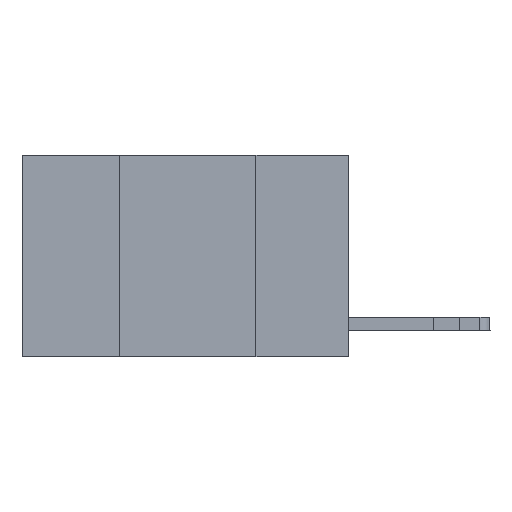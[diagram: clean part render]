
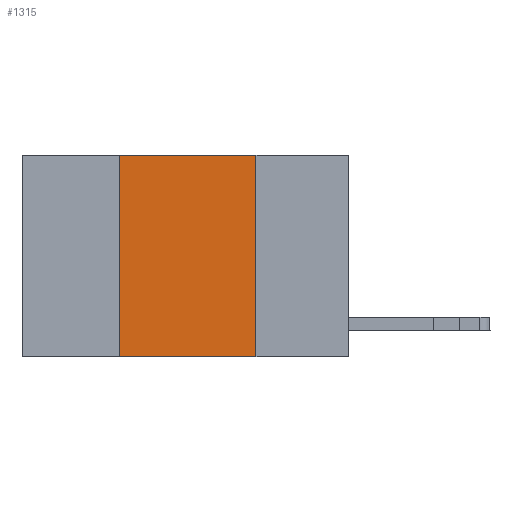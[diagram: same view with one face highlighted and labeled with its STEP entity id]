
A CAD part, left-side view. The second image highlights one B-rep face of the part: STEP entity #1315.
In plain terms, the highlighted planar face has unit normal (-1, 0, 0).
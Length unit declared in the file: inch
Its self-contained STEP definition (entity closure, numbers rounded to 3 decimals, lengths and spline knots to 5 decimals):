
#310 = EDGE_CURVE ( 'NONE', #13399, #3513, #4442, .T. ) ;
#415 = ORIENTED_EDGE ( 'NONE', *, *, #310, .T. ) ;
#1119 = EDGE_CURVE ( 'NONE', #13399, #3219, #8601, .T. ) ;
#1315 = ADVANCED_FACE ( 'NONE', ( #8408 ), #14632, .F. ) ;
#1830 = DIRECTION ( 'NONE',  ( 0., 0., 1. ) ) ;
#1932 = EDGE_CURVE ( 'NONE', #5877, #3513, #6189, .T. ) ;
#2670 = CARTESIAN_POINT ( 'NONE',  ( 0., 0.17, -0.37 ) ) ;
#2768 = DIRECTION ( 'NONE',  ( 0., 0., -1. ) ) ;
#2838 = DIRECTION ( 'NONE',  ( 1., 0., 0. ) ) ;
#2854 = LINE ( 'NONE', #5886, #9031 ) ;
#3219 = VERTEX_POINT ( 'NONE', #13162 ) ;
#3513 = VERTEX_POINT ( 'NONE', #2670 ) ;
#4442 = LINE ( 'NONE', #11161, #7154 ) ;
#4918 = CARTESIAN_POINT ( 'NONE',  ( 0., 0.17, 0. ) ) ;
#4982 = CARTESIAN_POINT ( 'NONE',  ( 0., 0.42, -0.37 ) ) ;
#5860 = CARTESIAN_POINT ( 'NONE',  ( 0., 0.6, 0. ) ) ;
#5877 = VERTEX_POINT ( 'NONE', #4918 ) ;
#5886 = CARTESIAN_POINT ( 'NONE',  ( 0., 0.6, 0. ) ) ;
#5921 = ORIENTED_EDGE ( 'NONE', *, *, #1932, .F. ) ;
#6189 = LINE ( 'NONE', #6244, #8946 ) ;
#6244 = CARTESIAN_POINT ( 'NONE',  ( 0., 0.17, 0. ) ) ;
#6309 = EDGE_LOOP ( 'NONE', ( #5921, #12387, #9043, #415 ) ) ;
#7094 = EDGE_CURVE ( 'NONE', #3219, #5877, #2854, .T. ) ;
#7154 = VECTOR ( 'NONE', #12323, 39.37008 ) ;
#8238 = VECTOR ( 'NONE', #1830, 39.37008 ) ;
#8408 = FACE_OUTER_BOUND ( 'NONE', #6309, .T. ) ;
#8601 = LINE ( 'NONE', #9194, #8238 ) ;
#8946 = VECTOR ( 'NONE', #2768, 39.37008 ) ;
#9031 = VECTOR ( 'NONE', #9408, 39.37008 ) ;
#9043 = ORIENTED_EDGE ( 'NONE', *, *, #1119, .F. ) ;
#9194 = CARTESIAN_POINT ( 'NONE',  ( 0., 0.42, 0. ) ) ;
#9408 = DIRECTION ( 'NONE',  ( 0., -1., 0. ) ) ;
#10443 = DIRECTION ( 'NONE',  ( 0., 0., -1. ) ) ;
#11161 = CARTESIAN_POINT ( 'NONE',  ( 0., 0.6, -0.37 ) ) ;
#12323 = DIRECTION ( 'NONE',  ( 0., -1., 0. ) ) ;
#12387 = ORIENTED_EDGE ( 'NONE', *, *, #7094, .F. ) ;
#13162 = CARTESIAN_POINT ( 'NONE',  ( 0., 0.42, 0. ) ) ;
#13399 = VERTEX_POINT ( 'NONE', #4982 ) ;
#13937 = AXIS2_PLACEMENT_3D ( 'NONE', #5860, #2838, #10443 ) ;
#14632 = PLANE ( 'NONE',  #13937 ) ;
